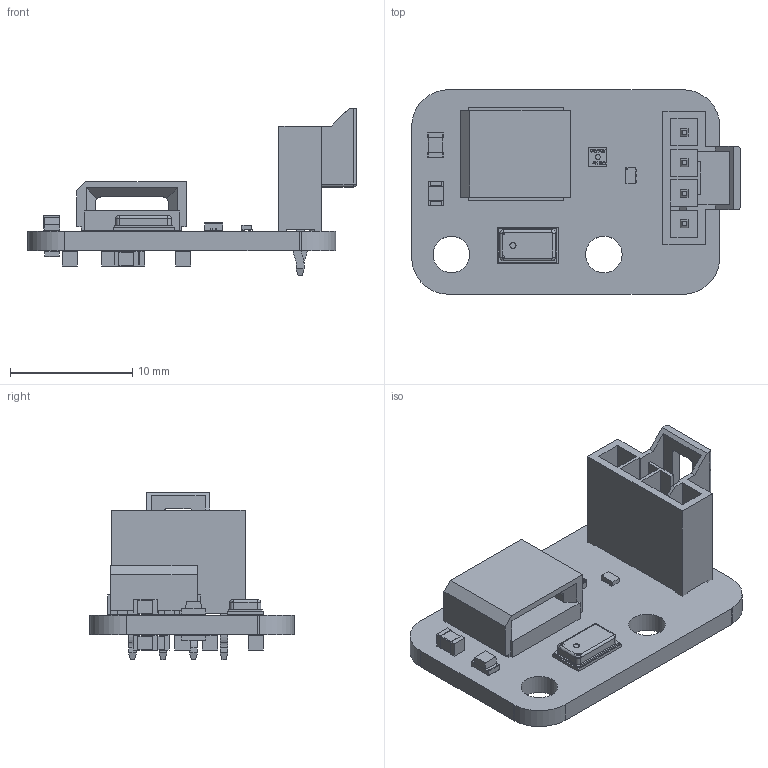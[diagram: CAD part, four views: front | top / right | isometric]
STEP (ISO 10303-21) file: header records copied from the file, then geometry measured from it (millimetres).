
FILE_DESCRIPTION(('KiCad electronic assembly'),'2;1');
FILE_NAME('DataAcq-EnvBreakoutPCB.step','2025-02-22T19:36:56',('Pcbnew') ,('Kicad'),'Open CASCADE STEP processor 7.8','KiCad to STEP converter' ,'Unknown');
FILE_SCHEMA(('AUTOMOTIVE_DESIGN { 1 0 10303 214 1 1 1 1 }'));
Length unit declared in the file: millimetre
Products named in the file (18): DataAcq-EnvBreakoutPCB 1; LED_0805_2012Metric; FS3000-1005; MPL3115A2--3DModel-STEP-269445; MPL3115A2; PESD3V3L4BHCYL; ASSEMBLY; C_0805_2012Metric; 1053091104; 105309-1104; SHT45-AD1B-R2--3DModel-STEP-369182; 140733-02_Public Model SHT4x-xD1F-xx; R_0805_2012Metric; DataAcq-EnvBreakoutPCB_PCB
Assembly tree (24 placements, depth 3):
  DataAcq-EnvBreakoutPCB 1
    LED_0805_2012Metric
      LED_0805_2012Metric
    FS3000-1005
      FS3000-1005
    MPL3115A2--3DModel-STEP-269445
      MPL3115A2
    PESD3V3L4BHCYL
      ASSEMBLY
    C_0805_2012Metric  x8
      C_0805_2012Metric
    1053091104
      105309-1104
    SHT45-AD1B-R2--3DModel-STEP-369182
      140733-02_Public Model SHT4x-xD1F-xx
    R_0805_2012Metric
      R_0805_2012Metric
    DataAcq-EnvBreakoutPCB_PCB
Bounding box: 26.93 x 16.75 x 13.71 mm (x, y, z)
Volume: 1122.3 mm3; surface area: 2388.7 mm2
Topology: 54 solids, 54 shells, 1107 faces, 2744 edges, 1801 vertices
Faces by surface type: plane 853, cylinder 198, bspline 48, revolution 4, cone 2, sphere 2
Full cylindrical faces by diameter (mm): 0.1 x1, 1.2 x4, 1.3 x1, 3 x2
Entity records: 32619 total; most frequent: CARTESIAN_POINT 7539, ORIENTED_EDGE 4476, DIRECTION 4135, EDGE_CURVE 2238, LINE 1901, VECTOR 1901, VERTEX_POINT 1465, AXIS2_PLACEMENT_3D 1115
